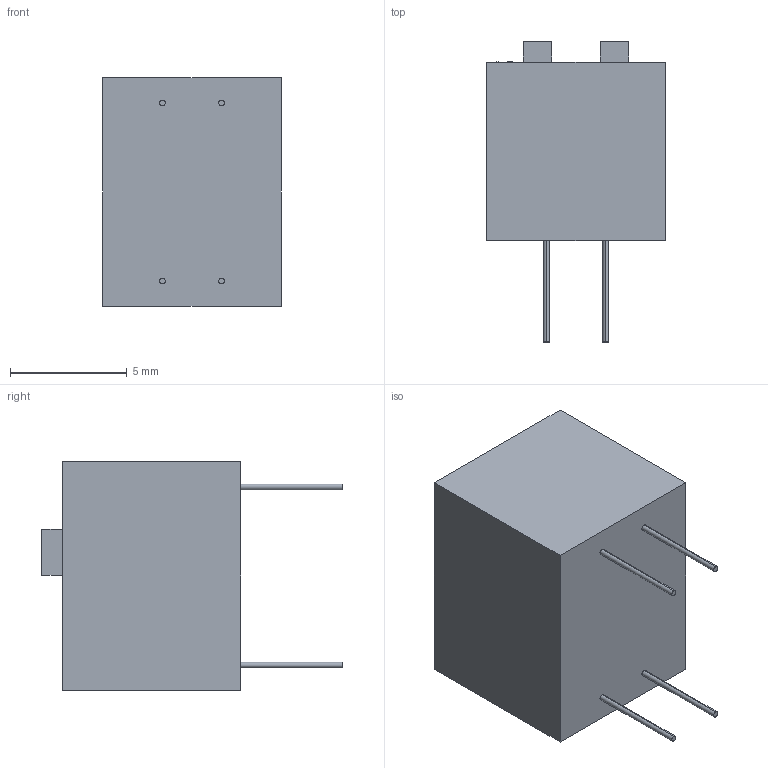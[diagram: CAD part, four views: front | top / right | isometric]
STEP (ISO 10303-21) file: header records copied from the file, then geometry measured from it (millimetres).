
FILE_DESCRIPTION (( 'STEP AP214' ), '1' );
FILE_NAME ('CTS 2Pos Dip Switch.STEP', '2015-03-17T09:43:58', ( '' ), ( '' ), 'SwSTEP 2.0', 'SolidWorks 2014', '' );
FILE_SCHEMA (( 'AUTOMOTIVE_DESIGN' ));
Length unit declared in the file: inch
Products named in the file (1): CTS 2Pos Dip Switch
Bounding box: 7.62 x 12.85 x 9.78 mm (x, y, z)
Volume: 570.2 mm3; surface area: 457 mm2
Topology: 1 solids, 1 shells, 79 faces, 192 edges, 128 vertices
Faces by surface type: plane 57, bspline 14, cylinder 8
Entity records: 4213 total; most frequent: CARTESIAN_POINT 1518, ORIENTED_EDGE 384, DIRECTION 312, EDGE_CURVE 192, LINE 148, VECTOR 148, VERTEX_POINT 128, EDGE_LOOP 92
